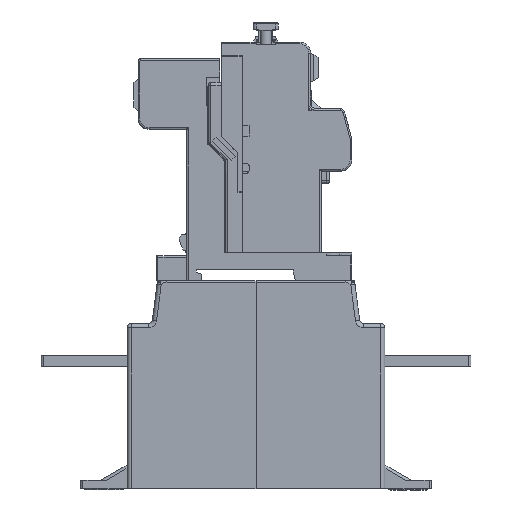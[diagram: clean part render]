
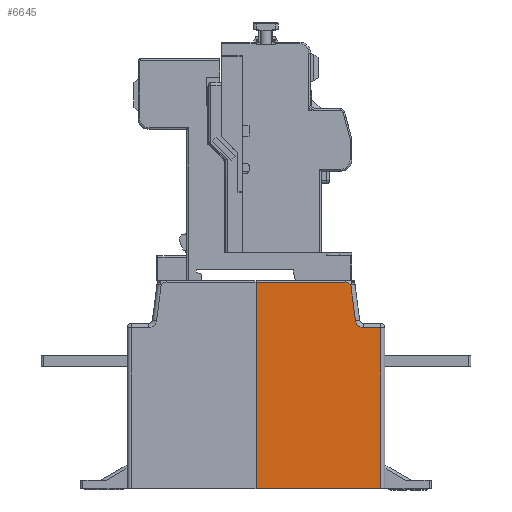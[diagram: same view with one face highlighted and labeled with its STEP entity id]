
A CAD part, left-side view. The second image highlights one B-rep face of the part: STEP entity #6645.
In plain terms, the highlighted planar face has unit normal (-1, 0, 0).
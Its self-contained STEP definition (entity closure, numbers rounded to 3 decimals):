
#1069=DIRECTION('',(0.,1.,0.));
#1070=VECTOR('',#1069,45.);
#1071=CARTESIAN_POINT('',(-53.595,-11.662,-81.));
#1072=LINE('',#1071,#1070);
#1226=CARTESIAN_POINT('',(-53.595,-0.843,
-7.5));
#1227=CARTESIAN_POINT('',(-53.595,-0.332,
-7.069));
#1228=CARTESIAN_POINT('',(-53.595,0.206,
-6.5));
#1229=CARTESIAN_POINT('',(-53.595,0.889,-6.5));
#1234=DIRECTION('',(0.,0.128,0.992));
#1235=VECTOR('',#1234,12.99);
#1236=CARTESIAN_POINT('',(-53.595,-2.505,
-20.384));
#1237=LINE('',#1236,#1235);
#1241=CARTESIAN_POINT('',(-53.595,-5.481,
-20.));
#1242=DIRECTION('',(1.,0.,0.));
#1243=DIRECTION('',(0.,0.,-1.));
#1244=AXIS2_PLACEMENT_3D('',#1241,#1242,#1243);
#1257=DIRECTION('',(0.,-1.,0.));
#1258=VECTOR('',#1257,32.449);
#1259=CARTESIAN_POINT('',(-53.595,33.338,
-6.5));
#1260=LINE('',#1259,#1258);
#1294=DIRECTION('',(0.,0.,1.));
#1295=VECTOR('',#1294,74.5);
#1296=CARTESIAN_POINT('',(-53.595,33.338,-81.));
#1297=LINE('',#1296,#1295);
#1603=DIRECTION('',(0.,-1.,0.));
#1604=VECTOR('',#1603,6.182);
#1605=CARTESIAN_POINT('',(-53.595,-5.48,
-23.));
#1606=LINE('',#1605,#1604);
#1648=CARTESIAN_POINT('',(-53.595,-0.843,
-7.5));
#3992=DIRECTION('',(0.,0.,-1.));
#3993=VECTOR('',#3992,58.);
#3994=CARTESIAN_POINT('',(-53.595,-11.662,
-23.));
#3995=LINE('',#3994,#3993);
#5995=CARTESIAN_POINT('',(-53.595,-2.505,
-20.384));
#5996=VERTEX_POINT('',#5995);
#5997=VERTEX_POINT('',#1648);
#6022=CARTESIAN_POINT('',(-53.595,0.889,-6.5));
#6023=VERTEX_POINT('',#6022);
#6024=CARTESIAN_POINT('',(-53.595,33.338,
-6.5));
#6025=VERTEX_POINT('',#6024);
#6036=CARTESIAN_POINT('',(-53.595,33.338,-81.));
#6037=VERTEX_POINT('',#6036);
#6219=CARTESIAN_POINT('',(-53.595,-11.662,-23.));
#6221=VERTEX_POINT('',#6219);
#6222=CARTESIAN_POINT('',(-53.595,-5.481,-23.));
#6223=VERTEX_POINT('',#6222);
#6256=CARTESIAN_POINT('',(-53.595,-11.662,-81.));
#6257=VERTEX_POINT('',#6256);
#6623=CARTESIAN_POINT('',(-53.595,34.238,-82.49));
#6624=DIRECTION('',(-1.,0.,0.));
#6625=DIRECTION('',(0.,-1.,0.));
#6626=AXIS2_PLACEMENT_3D('',#6623,#6624,#6625);
#6627=PLANE('',#6626);
#6629=ORIENTED_EDGE('',*,*,#6628,.F.);
#6631=ORIENTED_EDGE('',*,*,#6630,.F.);
#6633=ORIENTED_EDGE('',*,*,#6632,.F.);
#6635=ORIENTED_EDGE('',*,*,#6634,.T.);
#6637=ORIENTED_EDGE('',*,*,#6636,.T.);
#6638=ORIENTED_EDGE('',*,*,#6567,.T.);
#6640=ORIENTED_EDGE('',*,*,#6639,.T.);
#6642=ORIENTED_EDGE('',*,*,#6641,.T.);
#6643=EDGE_LOOP('',(#6629,#6631,#6633,#6635,#6637,#6638,#6640,#6642));
#6644=FACE_OUTER_BOUND('',#6643,.F.);
#1230=B_SPLINE_CURVE_WITH_KNOTS('',3,(#1226,#1227,#1228,#1229),.UNSPECIFIED.,
.F.,.F.,(4,4),(0.,1.),.UNSPECIFIED.);
#1245=CIRCLE('',#1244,3.);
#6567=EDGE_CURVE('',#6257,#6037,#1072,.T.);
#6628=EDGE_CURVE('',#5997,#6023,#1230,.T.);
#6630=EDGE_CURVE('',#5996,#5997,#1237,.T.);
#6632=EDGE_CURVE('',#6223,#5996,#1245,.T.);
#6634=EDGE_CURVE('',#6223,#6221,#1606,.T.);
#6636=EDGE_CURVE('',#6221,#6257,#3995,.T.);
#6639=EDGE_CURVE('',#6037,#6025,#1297,.T.);
#6641=EDGE_CURVE('',#6025,#6023,#1260,.T.);
#6645=ADVANCED_FACE('',(#6644),#6627,.T.);
